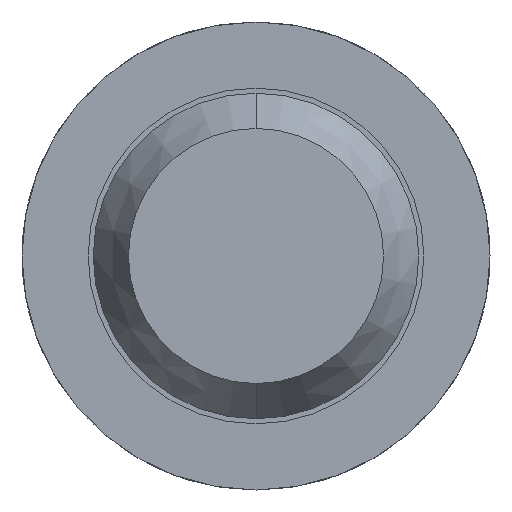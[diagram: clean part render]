
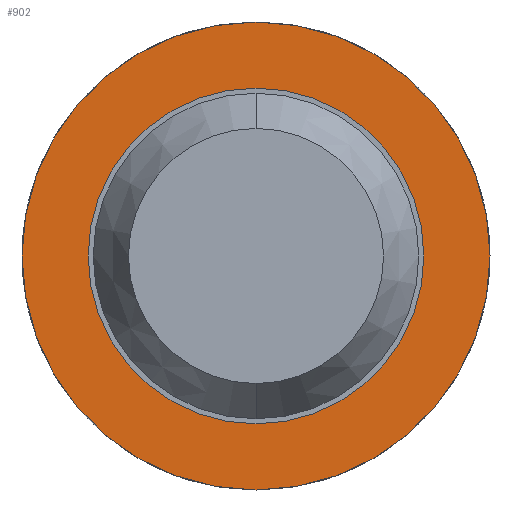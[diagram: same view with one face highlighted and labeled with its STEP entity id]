
A CAD part, front view. The second image highlights one B-rep face of the part: STEP entity #902.
In plain terms, the highlighted planar face has unit normal (0, -1, 0).
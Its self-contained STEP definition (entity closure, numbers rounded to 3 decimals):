
#21 = ORIENTED_EDGE ( 'NONE', *, *, #2296, .T. ) ;
#44 = CIRCLE ( 'NONE', #3101, 1.15 ) ;
#51 = CARTESIAN_POINT ( 'NONE',  ( 0., -1.7, 0. ) ) ;
#150 = FACE_BOUND ( 'NONE', #3925, .T. ) ;
#197 = DIRECTION ( 'NONE',  ( 0., 1., 0. ) ) ;
#247 = CARTESIAN_POINT ( 'NONE',  ( 0., -1.7, 1.15 ) ) ;
#288 = DIRECTION ( 'NONE',  ( 0., 0., 1. ) ) ;
#363 = DIRECTION ( 'NONE',  ( 0., 0., 1. ) ) ;
#481 = PLANE ( 'NONE',  #3341 ) ;
#499 = DIRECTION ( 'NONE',  ( 0., 1., 0. ) ) ;
#530 = DIRECTION ( 'NONE',  ( 0., 0., 1. ) ) ;
#566 = CIRCLE ( 'NONE', #2896, 1.15 ) ;
#629 = VERTEX_POINT ( 'NONE', #2400 ) ;
#632 = CIRCLE ( 'NONE', #3830, 0.825 ) ;
#731 = DIRECTION ( 'NONE',  ( 0., 0., 1. ) ) ;
#902 = ADVANCED_FACE ( 'Defeature ausgef�hrt2_14', ( #2649, #150 ), #481, .F. ) ;
#984 = ORIENTED_EDGE ( 'NONE', *, *, #3916, .T. ) ;
#1151 = DIRECTION ( 'NONE',  ( 0., 0., 1. ) ) ;
#1224 = CIRCLE ( 'NONE', #3282, 0.825 ) ;
#1462 = CARTESIAN_POINT ( 'NONE',  ( 0., -1.7, 0. ) ) ;
#1488 = CARTESIAN_POINT ( 'NONE',  ( 0., -1.7, -1.15 ) ) ;
#1627 = DIRECTION ( 'NONE',  ( 0., 1., 0. ) ) ;
#1853 = ORIENTED_EDGE ( 'NONE', *, *, #4046, .F. ) ;
#1889 = DIRECTION ( 'NONE',  ( 0., 1., 0. ) ) ;
#2186 = CARTESIAN_POINT ( 'NONE',  ( 0., -1.7, 0.825 ) ) ;
#2296 = EDGE_CURVE ( 'Defeature ausgef�hrt2_14+Defeature ausgef�hrt2_13+Defeature ausgef�hrt2_13+Defeature ausgef�hrt2_13', #629, #3714, #1224, .T. ) ;
#2400 = CARTESIAN_POINT ( 'NONE',  ( 0., -1.7, -0.825 ) ) ;
#2649 = FACE_OUTER_BOUND ( 'NONE', #2838, .T. ) ;
#2669 = CARTESIAN_POINT ( 'NONE',  ( 0.825, -1.7, 0. ) ) ;
#2818 = VERTEX_POINT ( 'NONE', #247 ) ;
#2838 = EDGE_LOOP ( 'NONE', ( #3593, #1853 ) ) ;
#2896 = AXIS2_PLACEMENT_3D ( 'NONE', #1462, #197, #1151 ) ;
#3101 = AXIS2_PLACEMENT_3D ( 'NONE', #3140, #1889, #288 ) ;
#3140 = CARTESIAN_POINT ( 'NONE',  ( 0., -1.7, 0. ) ) ;
#3203 = VERTEX_POINT ( 'NONE', #1488 ) ;
#3282 = AXIS2_PLACEMENT_3D ( 'NONE', #51, #1627, #363 ) ;
#3341 = AXIS2_PLACEMENT_3D ( 'NONE', #2669, #499, #731 ) ;
#3413 = CARTESIAN_POINT ( 'NONE',  ( 0., -1.7, 0. ) ) ;
#3582 = EDGE_CURVE ( 'Defeature ausgef�hrt2_10+Defeature ausgef�hrt2_14+Defeature ausgef�hrt2_14+Defeature ausgef�hrt2_14', #2818, #3203, #566, .T. ) ;
#3593 = ORIENTED_EDGE ( 'NONE', *, *, #3582, .F. ) ;
#3714 = VERTEX_POINT ( 'NONE', #2186 ) ;
#3807 = DIRECTION ( 'NONE',  ( 0., 1., 0. ) ) ;
#3830 = AXIS2_PLACEMENT_3D ( 'NONE', #3413, #3807, #530 ) ;
#3916 = EDGE_CURVE ( 'Defeature ausgef�hrt2_14+Defeature ausgef�hrt2_13+Defeature ausgef�hrt2_13+Defeature ausgef�hrt2_13', #3714, #629, #632, .T. ) ;
#3925 = EDGE_LOOP ( 'NONE', ( #984, #21 ) ) ;
#4046 = EDGE_CURVE ( 'Defeature ausgef�hrt2_10+Defeature ausgef�hrt2_14+Defeature ausgef�hrt2_14+Defeature ausgef�hrt2_14', #3203, #2818, #44, .T. ) ;
